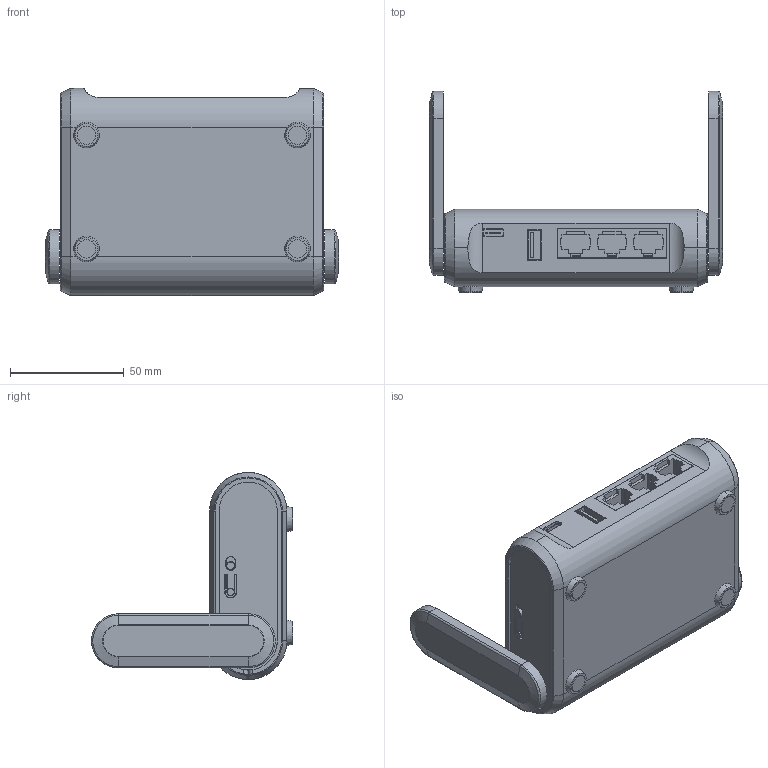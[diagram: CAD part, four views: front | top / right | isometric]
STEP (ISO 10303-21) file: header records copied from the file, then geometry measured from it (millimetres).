
FILE_DESCRIPTION (( 'STEP AP203' ), '1' );
FILE_NAME ('GL iNet AX18000 Wireless Router.step', '2023-10-27T12:52:02', ( '' ), ( '' ), 'SwSTEP 2.0', 'SolidWorks 2022', '' );
FILE_SCHEMA (( 'CONFIG_CONTROL_DESIGN' ));
Length unit declared in the file: millimetre
Products named in the file (1): GL iNet AX18000 Wireless Router
Bounding box: 128.75 x 88.4 x 90.99 mm (x, y, z)
Volume: 332115.3 mm3; surface area: 50138.6 mm2
Topology: 13 solids, 13 shells, 338 faces, 843 edges, 536 vertices
Faces by surface type: plane 206, cylinder 77, cone 23, torus 18, bspline 14
Entity records: 10941 total; most frequent: CARTESIAN_POINT 2828, ORIENTED_EDGE 1686, DIRECTION 1628, EDGE_CURVE 843, VECTOR 588, LINE 588, VERTEX_POINT 536, AXIS2_PLACEMENT_3D 520
